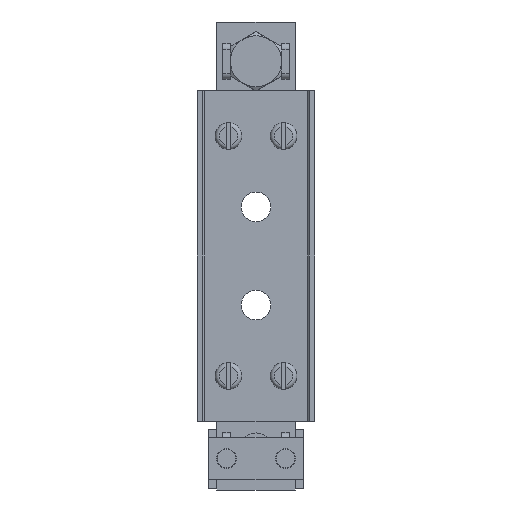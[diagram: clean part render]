
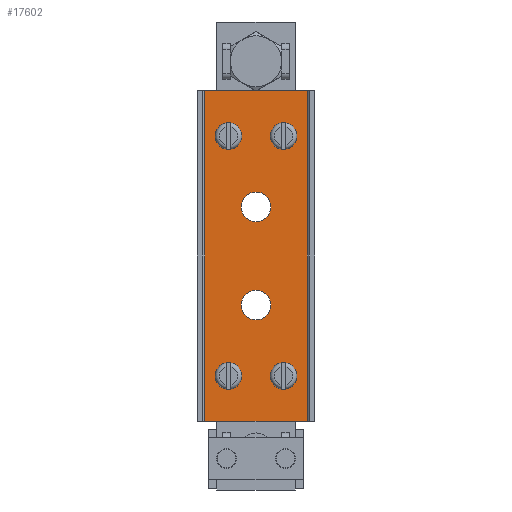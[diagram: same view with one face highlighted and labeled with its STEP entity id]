
A CAD part, front view. The second image highlights one B-rep face of the part: STEP entity #17602.
In plain terms, the highlighted planar face has unit normal (0, -1, 0).
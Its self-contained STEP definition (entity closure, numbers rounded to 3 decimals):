
#16180=DIRECTION('',(-1.,0.,0.));
#16181=VECTOR('',#16180,26.);
#16182=CARTESIAN_POINT('',(13.,0.,-42.));
#16183=LINE('',#16182,#16181);
#16187=CARTESIAN_POINT('',(7.,0.,30.5));
#16188=DIRECTION('',(0.,-1.,0.));
#16189=DIRECTION('',(1.,0.,0.));
#16190=AXIS2_PLACEMENT_3D('',#16187,#16188,#16189);
#16195=CARTESIAN_POINT('',(7.,0.,30.5));
#16196=DIRECTION('',(0.,-1.,0.));
#16197=DIRECTION('',(-1.,0.,0.));
#16198=AXIS2_PLACEMENT_3D('',#16195,#16196,#16197);
#16203=CARTESIAN_POINT('',(-7.,0.,30.5));
#16204=DIRECTION('',(0.,-1.,0.));
#16205=DIRECTION('',(1.,0.,0.));
#16206=AXIS2_PLACEMENT_3D('',#16203,#16204,#16205);
#16211=CARTESIAN_POINT('',(-7.,0.,30.5));
#16212=DIRECTION('',(0.,-1.,0.));
#16213=DIRECTION('',(-1.,0.,0.));
#16214=AXIS2_PLACEMENT_3D('',#16211,#16212,#16213);
#16219=CARTESIAN_POINT('',(7.,0.,-30.5));
#16220=DIRECTION('',(0.,-1.,0.));
#16221=DIRECTION('',(1.,0.,0.));
#16222=AXIS2_PLACEMENT_3D('',#16219,#16220,#16221);
#16227=CARTESIAN_POINT('',(7.,0.,-30.5));
#16228=DIRECTION('',(0.,-1.,0.));
#16229=DIRECTION('',(-1.,0.,0.));
#16230=AXIS2_PLACEMENT_3D('',#16227,#16228,#16229);
#16235=CARTESIAN_POINT('',(-7.,0.,-30.5));
#16236=DIRECTION('',(0.,-1.,0.));
#16237=DIRECTION('',(1.,0.,0.));
#16238=AXIS2_PLACEMENT_3D('',#16235,#16236,#16237);
#16243=CARTESIAN_POINT('',(-7.,0.,-30.5));
#16244=DIRECTION('',(0.,-1.,0.));
#16245=DIRECTION('',(-1.,0.,0.));
#16246=AXIS2_PLACEMENT_3D('',#16243,#16244,#16245);
#16251=CARTESIAN_POINT('',(0.,0.,-12.5));
#16252=DIRECTION('',(0.,-1.,0.));
#16253=DIRECTION('',(-1.,0.,0.));
#16254=AXIS2_PLACEMENT_3D('',#16251,#16252,#16253);
#16259=CARTESIAN_POINT('',(0.,0.,-12.5));
#16260=DIRECTION('',(0.,-1.,0.));
#16261=DIRECTION('',(1.,0.,0.));
#16262=AXIS2_PLACEMENT_3D('',#16259,#16260,#16261);
#16267=CARTESIAN_POINT('',(0.,0.,12.5));
#16268=DIRECTION('',(0.,1.,0.));
#16269=DIRECTION('',(-1.,0.,0.));
#16270=AXIS2_PLACEMENT_3D('',#16267,#16268,#16269);
#16275=CARTESIAN_POINT('',(0.,0.,12.5));
#16276=DIRECTION('',(0.,1.,0.));
#16277=DIRECTION('',(1.,0.,0.));
#16278=AXIS2_PLACEMENT_3D('',#16275,#16276,#16277);
#16290=DIRECTION('',(0.,0.,-1.));
#16291=VECTOR('',#16290,84.);
#16292=CARTESIAN_POINT('',(-13.,0.,42.));
#16293=LINE('',#16292,#16291);
#16684=DIRECTION('',(0.,0.,1.));
#16685=VECTOR('',#16684,84.);
#16686=CARTESIAN_POINT('',(13.,0.,-42.));
#16687=LINE('',#16686,#16685);
#16698=DIRECTION('',(-1.,0.,0.));
#16699=VECTOR('',#16698,26.);
#16700=CARTESIAN_POINT('',(13.,0.,42.));
#16701=LINE('',#16700,#16699);
#17301=CARTESIAN_POINT('',(13.,0.,-42.));
#17302=CARTESIAN_POINT('',(-13.,0.,-42.));
#17303=VERTEX_POINT('',#17301);
#17304=VERTEX_POINT('',#17302);
#17325=CARTESIAN_POINT('',(-13.,0.,42.));
#17326=VERTEX_POINT('',#17325);
#17327=CARTESIAN_POINT('',(13.,0.,42.));
#17328=VERTEX_POINT('',#17327);
#17329=CARTESIAN_POINT('',(9.15,0.,30.5));
#17330=CARTESIAN_POINT('',(4.85,0.,30.5));
#17331=VERTEX_POINT('',#17329);
#17332=VERTEX_POINT('',#17330);
#17333=CARTESIAN_POINT('',(-4.85,0.,30.5));
#17334=CARTESIAN_POINT('',(-9.15,0.,30.5));
#17335=VERTEX_POINT('',#17333);
#17336=VERTEX_POINT('',#17334);
#17337=CARTESIAN_POINT('',(9.15,0.,-30.5));
#17338=CARTESIAN_POINT('',(4.85,0.,-30.5));
#17339=VERTEX_POINT('',#17337);
#17340=VERTEX_POINT('',#17338);
#17341=CARTESIAN_POINT('',(-4.85,0.,-30.5));
#17342=CARTESIAN_POINT('',(-9.15,0.,-30.5));
#17343=VERTEX_POINT('',#17341);
#17344=VERTEX_POINT('',#17342);
#17345=CARTESIAN_POINT('',(-3.75,0.,-12.5));
#17346=CARTESIAN_POINT('',(3.75,0.,-12.5));
#17347=VERTEX_POINT('',#17345);
#17348=VERTEX_POINT('',#17346);
#17389=CARTESIAN_POINT('',(-3.75,0.,12.5));
#17390=CARTESIAN_POINT('',(3.75,0.,12.5));
#17391=VERTEX_POINT('',#17389);
#17392=VERTEX_POINT('',#17390);
#17552=CARTESIAN_POINT('',(-13.,0.,-42.));
#17553=DIRECTION('',(0.,-1.,0.));
#17554=DIRECTION('',(1.,0.,0.));
#17555=AXIS2_PLACEMENT_3D('',#17552,#17553,#17554);
#17556=PLANE('',#17555);
#17557=ORIENTED_EDGE('',*,*,#17518,.T.);
#17559=ORIENTED_EDGE('',*,*,#17558,.F.);
#17561=ORIENTED_EDGE('',*,*,#17560,.F.);
#17563=ORIENTED_EDGE('',*,*,#17562,.F.);
#17564=EDGE_LOOP('',(#17557,#17559,#17561,#17563));
#17565=FACE_OUTER_BOUND('',#17564,.F.);
#17567=ORIENTED_EDGE('',*,*,#17566,.T.);
#17569=ORIENTED_EDGE('',*,*,#17568,.T.);
#17570=EDGE_LOOP('',(#17567,#17569));
#17571=FACE_BOUND('',#17570,.F.);
#17573=ORIENTED_EDGE('',*,*,#17572,.T.);
#17575=ORIENTED_EDGE('',*,*,#17574,.T.);
#17576=EDGE_LOOP('',(#17573,#17575));
#17577=FACE_BOUND('',#17576,.F.);
#17579=ORIENTED_EDGE('',*,*,#17578,.T.);
#17581=ORIENTED_EDGE('',*,*,#17580,.T.);
#17582=EDGE_LOOP('',(#17579,#17581));
#17583=FACE_BOUND('',#17582,.F.);
#17585=ORIENTED_EDGE('',*,*,#17584,.T.);
#17587=ORIENTED_EDGE('',*,*,#17586,.T.);
#17588=EDGE_LOOP('',(#17585,#17587));
#17589=FACE_BOUND('',#17588,.F.);
#17591=ORIENTED_EDGE('',*,*,#17590,.T.);
#17593=ORIENTED_EDGE('',*,*,#17592,.T.);
#17594=EDGE_LOOP('',(#17591,#17593));
#17595=FACE_BOUND('',#17594,.F.);
#17597=ORIENTED_EDGE('',*,*,#17596,.F.);
#17599=ORIENTED_EDGE('',*,*,#17598,.F.);
#17600=EDGE_LOOP('',(#17597,#17599));
#17601=FACE_BOUND('',#17600,.F.);
#16191=CIRCLE('',#16190,2.15);
#16199=CIRCLE('',#16198,2.15);
#16207=CIRCLE('',#16206,2.15);
#16215=CIRCLE('',#16214,2.15);
#16223=CIRCLE('',#16222,2.15);
#16231=CIRCLE('',#16230,2.15);
#16239=CIRCLE('',#16238,2.15);
#16247=CIRCLE('',#16246,2.15);
#16255=CIRCLE('',#16254,3.75);
#16263=CIRCLE('',#16262,3.75);
#16271=CIRCLE('',#16270,3.75);
#16279=CIRCLE('',#16278,3.75);
#17518=EDGE_CURVE('',#17303,#17304,#16183,.T.);
#17558=EDGE_CURVE('',#17326,#17304,#16293,.T.);
#17560=EDGE_CURVE('',#17328,#17326,#16701,.T.);
#17562=EDGE_CURVE('',#17303,#17328,#16687,.T.);
#17566=EDGE_CURVE('',#17331,#17332,#16191,.T.);
#17568=EDGE_CURVE('',#17332,#17331,#16199,.T.);
#17572=EDGE_CURVE('',#17335,#17336,#16207,.T.);
#17574=EDGE_CURVE('',#17336,#17335,#16215,.T.);
#17578=EDGE_CURVE('',#17339,#17340,#16223,.T.);
#17580=EDGE_CURVE('',#17340,#17339,#16231,.T.);
#17584=EDGE_CURVE('',#17343,#17344,#16239,.T.);
#17586=EDGE_CURVE('',#17344,#17343,#16247,.T.);
#17590=EDGE_CURVE('',#17347,#17348,#16255,.T.);
#17592=EDGE_CURVE('',#17348,#17347,#16263,.T.);
#17596=EDGE_CURVE('',#17391,#17392,#16271,.T.);
#17598=EDGE_CURVE('',#17392,#17391,#16279,.T.);
#17602=ADVANCED_FACE('',(#17565,#17571,#17577,#17583,#17589,#17595,#17601),
#17556,.T.);
